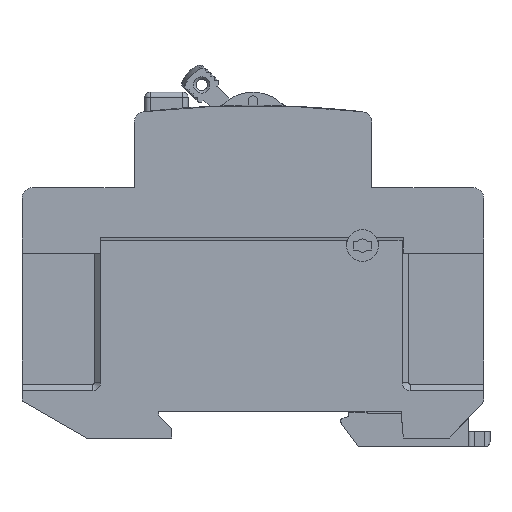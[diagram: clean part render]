
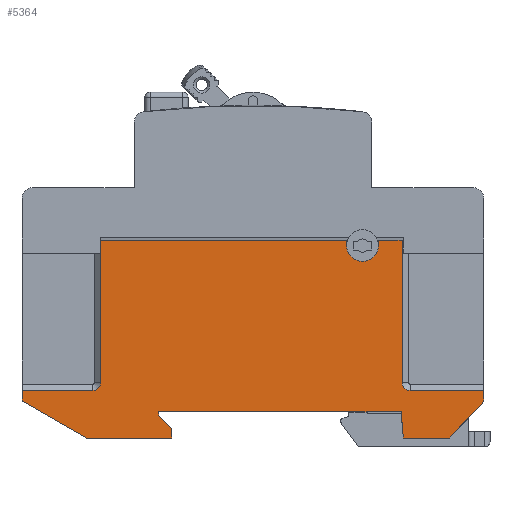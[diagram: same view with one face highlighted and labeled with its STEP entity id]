
A CAD part, left-side view. The second image highlights one B-rep face of the part: STEP entity #5364.
In plain terms, the highlighted face is planar.
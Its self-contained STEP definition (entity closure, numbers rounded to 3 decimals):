
#139=DIRECTION('',(0.,1.,0.));
#140=VECTOR('',#139,1.);
#141=CARTESIAN_POINT('',(17.75,-37.45,0.));
#142=LINE('',#141,#140);
#147=CARTESIAN_POINT('',(20.75,-36.45,0.));
#148=DIRECTION('',(0.,0.,-1.));
#149=DIRECTION('',(-1.,0.,0.));
#150=AXIS2_PLACEMENT_3D('',#147,#148,#149);
#155=DIRECTION('',(0.,1.,0.));
#156=VECTOR('',#155,1.);
#157=CARTESIAN_POINT('',(23.75,-37.45,0.));
#158=LINE('',#157,#156);
#162=DIRECTION('',(-1.,0.,0.));
#163=VECTOR('',#162,4.5);
#164=CARTESIAN_POINT('',(28.25,-37.45,0.));
#165=LINE('',#164,#163);
#169=DIRECTION('',(0.,1.,0.));
#170=VECTOR('',#169,2.45);
#171=CARTESIAN_POINT('',(28.25,-37.45,0.));
#172=LINE('',#171,#170);
#176=DIRECTION('',(0.,-1.,0.));
#177=VECTOR('',#176,24.5);
#178=CARTESIAN_POINT('',(28.25,-10.5,
0.));
#179=LINE('',#178,#177);
#183=CARTESIAN_POINT('',(29.75,-10.5,0.));
#184=DIRECTION('',(0.,0.,1.));
#185=DIRECTION('',(0.,1.,0.));
#186=AXIS2_PLACEMENT_3D('',#183,#184,#185);
#191=DIRECTION('',(-1.,0.,0.));
#192=VECTOR('',#191,14.);
#193=CARTESIAN_POINT('',(43.75,-9.,0.));
#194=LINE('',#193,#192);
#198=DIRECTION('',(0.,1.,0.));
#199=VECTOR('',#198,2.);
#200=CARTESIAN_POINT('',(43.75,-9.,0.));
#201=LINE('',#200,#199);
#205=DIRECTION('',(-0.682,0.731,0.));
#206=VECTOR('',#205,9.571);
#207=CARTESIAN_POINT('',(43.75,-7.,0.));
#208=LINE('',#207,#206);
#212=DIRECTION('',(-1.,0.,0.));
#213=VECTOR('',#212,8.735);
#214=CARTESIAN_POINT('',(37.222,0.,0.));
#215=LINE('',#214,#213);
#219=DIRECTION('',(-0.087,-0.996,0.));
#220=VECTOR('',#219,5.019);
#221=CARTESIAN_POINT('',(28.487,0.,0.));
#222=LINE('',#221,#220);
#226=DIRECTION('',(-1.,0.,0.));
#227=VECTOR('',#226,45.9);
#228=CARTESIAN_POINT('',(28.05,-5.,0.));
#229=LINE('',#228,#227);
#233=DIRECTION('',(0.,1.,0.));
#234=VECTOR('',#233,0.65);
#235=CARTESIAN_POINT('',(-17.85,-5.,0.));
#236=LINE('',#235,#234);
#240=DIRECTION('',(0.707,0.707,0.));
#241=VECTOR('',#240,3.536);
#242=CARTESIAN_POINT('',(-17.85,-4.35,0.));
#243=LINE('',#242,#241);
#247=DIRECTION('',(0.,1.,0.));
#248=VECTOR('',#247,1.85);
#249=CARTESIAN_POINT('',(-15.35,-1.85,0.));
#250=LINE('',#249,#248);
#254=DIRECTION('',(-1.,0.,0.));
#255=VECTOR('',#254,16.276);
#256=CARTESIAN_POINT('',(-15.35,0.,0.));
#257=LINE('',#256,#255);
#261=DIRECTION('',(-0.866,-0.5,0.));
#262=VECTOR('',#261,14.);
#263=CARTESIAN_POINT('',(-31.626,0.,0.));
#264=LINE('',#263,#262);
#268=DIRECTION('',(0.,-1.,0.));
#269=VECTOR('',#268,2.);
#270=CARTESIAN_POINT('',(-43.75,-7.,0.));
#271=LINE('',#270,#269);
#275=DIRECTION('',(-1.,0.,0.));
#276=VECTOR('',#275,13.4);
#277=CARTESIAN_POINT('',(-30.35,-9.,
0.));
#278=LINE('',#277,#276);
#282=CARTESIAN_POINT('',(-30.35,-10.5,0.));
#283=DIRECTION('',(0.,0.,1.));
#284=DIRECTION('',(1.,0.,0.));
#285=AXIS2_PLACEMENT_3D('',#282,#283,#284);
#290=DIRECTION('',(0.,1.,0.));
#291=VECTOR('',#290,24.5);
#292=CARTESIAN_POINT('',(-28.85,-35.,0.));
#293=LINE('',#292,#291);
#297=DIRECTION('',(-1.,0.,0.));
#298=VECTOR('',#297,46.6);
#299=CARTESIAN_POINT('',(17.75,-37.45,0.));
#300=LINE('',#299,#298);
#347=DIRECTION('',(0.,1.,0.));
#348=VECTOR('',#347,2.45);
#349=CARTESIAN_POINT('',(-28.85,-37.45,0.));
#350=LINE('',#349,#348);
#4515=CARTESIAN_POINT('',(43.75,-7.,0.));
#4516=CARTESIAN_POINT('',(37.222,0.,0.));
#4517=VERTEX_POINT('',#4515);
#4518=VERTEX_POINT('',#4516);
#4519=CARTESIAN_POINT('',(28.487,0.,0.));
#4520=VERTEX_POINT('',#4519);
#4521=CARTESIAN_POINT('',(28.05,-5.,0.));
#4522=VERTEX_POINT('',#4521);
#4523=CARTESIAN_POINT('',(-17.85,-5.,0.));
#4524=CARTESIAN_POINT('',(-17.85,-4.35,0.));
#4525=VERTEX_POINT('',#4523);
#4526=VERTEX_POINT('',#4524);
#4527=CARTESIAN_POINT('',(-15.35,-1.85,0.));
#4528=VERTEX_POINT('',#4527);
#4529=CARTESIAN_POINT('',(-15.35,0.,0.));
#4530=CARTESIAN_POINT('',(-31.626,0.,0.));
#4531=VERTEX_POINT('',#4529);
#4532=VERTEX_POINT('',#4530);
#4533=CARTESIAN_POINT('',(-43.75,-7.,0.));
#4534=VERTEX_POINT('',#4533);
#4623=CARTESIAN_POINT('',(-30.35,-9.,
0.));
#4624=CARTESIAN_POINT('',(-43.75,-9.,0.));
#4625=VERTEX_POINT('',#4623);
#4626=VERTEX_POINT('',#4624);
#4629=CARTESIAN_POINT('',(-28.85,-10.5,0.));
#4630=VERTEX_POINT('',#4629);
#4631=CARTESIAN_POINT('',(-28.85,-35.,0.));
#4632=VERTEX_POINT('',#4631);
#4639=CARTESIAN_POINT('',(28.25,-10.5,
0.));
#4640=CARTESIAN_POINT('',(28.25,-35.,0.));
#4641=VERTEX_POINT('',#4639);
#4642=VERTEX_POINT('',#4640);
#4645=CARTESIAN_POINT('',(29.75,-9.,0.));
#4646=VERTEX_POINT('',#4645);
#4647=CARTESIAN_POINT('',(43.75,-9.,0.));
#4648=VERTEX_POINT('',#4647);
#4695=CARTESIAN_POINT('',(28.25,-37.45,0.));
#4696=VERTEX_POINT('',#4695);
#4701=CARTESIAN_POINT('',(-28.85,-37.45,0.));
#4702=VERTEX_POINT('',#4701);
#4875=CARTESIAN_POINT('',(17.75,-37.45,0.));
#4876=CARTESIAN_POINT('',(17.75,-36.45,0.));
#4877=VERTEX_POINT('',#4875);
#4878=VERTEX_POINT('',#4876);
#4879=CARTESIAN_POINT('',(23.75,-37.45,0.));
#4880=CARTESIAN_POINT('',(23.75,-36.45,0.));
#4881=VERTEX_POINT('',#4879);
#4882=VERTEX_POINT('',#4880);
#5309=CARTESIAN_POINT('',(0.,0.,0.));
#5310=DIRECTION('',(0.,0.,1.));
#5311=DIRECTION('',(-1.,0.,0.));
#5312=AXIS2_PLACEMENT_3D('',#5309,#5310,#5311);
#5313=PLANE('',#5312);
#5315=ORIENTED_EDGE('',*,*,#5314,.T.);
#5317=ORIENTED_EDGE('',*,*,#5316,.T.);
#5319=ORIENTED_EDGE('',*,*,#5318,.F.);
#5321=ORIENTED_EDGE('',*,*,#5320,.F.);
#5323=ORIENTED_EDGE('',*,*,#5322,.T.);
#5325=ORIENTED_EDGE('',*,*,#5324,.F.);
#5327=ORIENTED_EDGE('',*,*,#5326,.F.);
#5329=ORIENTED_EDGE('',*,*,#5328,.F.);
#5331=ORIENTED_EDGE('',*,*,#5330,.T.);
#5333=ORIENTED_EDGE('',*,*,#5332,.T.);
#5335=ORIENTED_EDGE('',*,*,#5334,.T.);
#5337=ORIENTED_EDGE('',*,*,#5336,.T.);
#5339=ORIENTED_EDGE('',*,*,#5338,.T.);
#5341=ORIENTED_EDGE('',*,*,#5340,.T.);
#5343=ORIENTED_EDGE('',*,*,#5342,.T.);
#5345=ORIENTED_EDGE('',*,*,#5344,.T.);
#5347=ORIENTED_EDGE('',*,*,#5346,.T.);
#5349=ORIENTED_EDGE('',*,*,#5348,.T.);
#5351=ORIENTED_EDGE('',*,*,#5350,.T.);
#5353=ORIENTED_EDGE('',*,*,#5352,.F.);
#5355=ORIENTED_EDGE('',*,*,#5354,.F.);
#5357=ORIENTED_EDGE('',*,*,#5356,.F.);
#5359=ORIENTED_EDGE('',*,*,#5358,.F.);
#5361=ORIENTED_EDGE('',*,*,#5360,.F.);
#5362=EDGE_LOOP('',(#5315,#5317,#5319,#5321,#5323,#5325,#5327,#5329,#5331,#5333,
#5335,#5337,#5339,#5341,#5343,#5345,#5347,#5349,#5351,#5353,#5355,#5357,#5359,
#5361));
#5363=FACE_OUTER_BOUND('',#5362,.F.);
#151=CIRCLE('',#150,3.);
#187=CIRCLE('',#186,1.5);
#286=CIRCLE('',#285,1.5);
#5314=EDGE_CURVE('',#4877,#4878,#142,.T.);
#5316=EDGE_CURVE('',#4878,#4882,#151,.T.);
#5318=EDGE_CURVE('',#4881,#4882,#158,.T.);
#5320=EDGE_CURVE('',#4696,#4881,#165,.T.);
#5322=EDGE_CURVE('',#4696,#4642,#172,.T.);
#5324=EDGE_CURVE('',#4641,#4642,#179,.T.);
#5326=EDGE_CURVE('',#4646,#4641,#187,.T.);
#5328=EDGE_CURVE('',#4648,#4646,#194,.T.);
#5330=EDGE_CURVE('',#4648,#4517,#201,.T.);
#5332=EDGE_CURVE('',#4517,#4518,#208,.T.);
#5334=EDGE_CURVE('',#4518,#4520,#215,.T.);
#5336=EDGE_CURVE('',#4520,#4522,#222,.T.);
#5338=EDGE_CURVE('',#4522,#4525,#229,.T.);
#5340=EDGE_CURVE('',#4525,#4526,#236,.T.);
#5342=EDGE_CURVE('',#4526,#4528,#243,.T.);
#5344=EDGE_CURVE('',#4528,#4531,#250,.T.);
#5346=EDGE_CURVE('',#4531,#4532,#257,.T.);
#5348=EDGE_CURVE('',#4532,#4534,#264,.T.);
#5350=EDGE_CURVE('',#4534,#4626,#271,.T.);
#5352=EDGE_CURVE('',#4625,#4626,#278,.T.);
#5354=EDGE_CURVE('',#4630,#4625,#286,.T.);
#5356=EDGE_CURVE('',#4632,#4630,#293,.T.);
#5358=EDGE_CURVE('',#4702,#4632,#350,.T.);
#5360=EDGE_CURVE('',#4877,#4702,#300,.T.);
#5364=ADVANCED_FACE('',(#5363),#5313,.F.);
